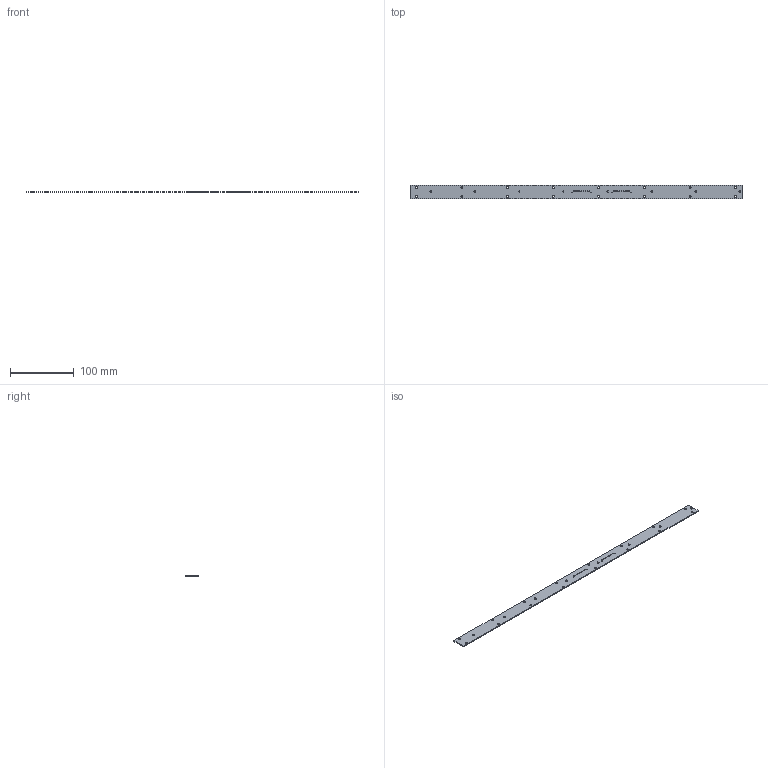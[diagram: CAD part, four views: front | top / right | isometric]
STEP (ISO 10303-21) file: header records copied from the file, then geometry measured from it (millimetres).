
FILE_DESCRIPTION(('KiCad electronic assembly'),'2;1');
FILE_NAME('Battery-SegmentPCB-A.step','2025-04-07T19:06:07',('Pcbnew'),( 'Kicad'),'Open CASCADE STEP processor 7.8','KiCad to STEP converter' ,'Unknown');
FILE_SCHEMA(('AUTOMOTIVE_DESIGN { 1 0 10303 214 1 1 1 1 }'));
Length unit declared in the file: millimetre
Products named in the file (2): Battery-SegmentPCB-A 1; Battery-SegmentPCB-A_PCB
Assembly tree (1 placements, depth 2):
  Battery-SegmentPCB-A 1
    Battery-SegmentPCB-A_PCB
Bounding box: 522.74 x 21 x 1.51 mm (x, y, z)
Volume: 16308.6 mm3; surface area: 23737.3 mm2
Topology: 1 solids, 1 shells, 84 faces, 246 edges, 164 vertices
Faces by surface type: cylinder 78, plane 6
Full cylindrical faces by diameter (mm): 1.02 x18, 1.2 x16, 1.27 x4, 1.3 x8
Entity records: 3171 total; most frequent: DIRECTION 574, CARTESIAN_POINT 496, ORIENTED_EDGE 492, EDGE_CURVE 246, AXIS2_PLACEMENT_3D 242, FACE_BOUND 208, EDGE_LOOP 208, VERTEX_POINT 164
